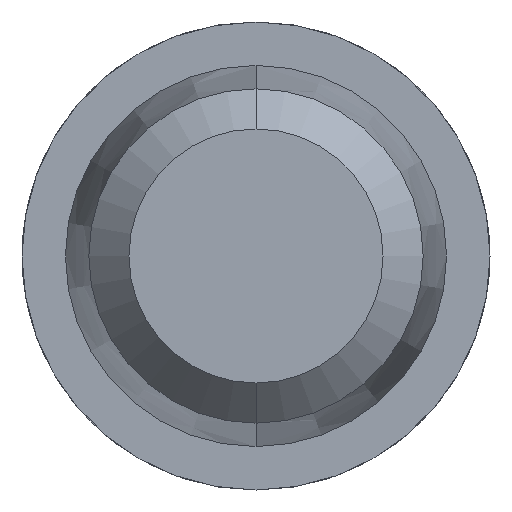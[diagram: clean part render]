
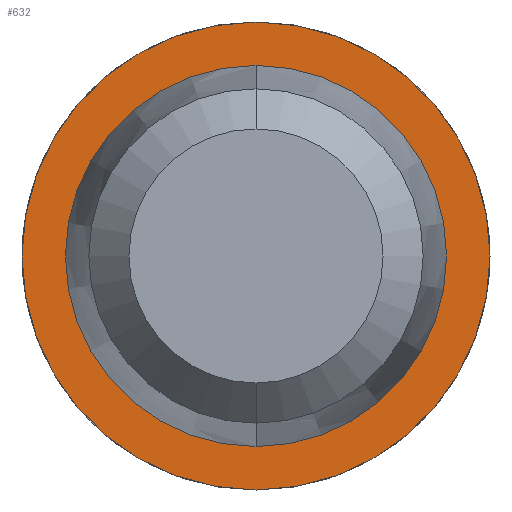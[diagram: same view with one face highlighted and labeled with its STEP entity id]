
A CAD part, front view. The second image highlights one B-rep face of the part: STEP entity #632.
In plain terms, the highlighted planar face has unit normal (0, -1, 0).
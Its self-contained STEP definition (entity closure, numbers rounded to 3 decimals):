
#71 = DIRECTION ( 'NONE',  ( 0., -1., 0. ) ) ;
#105 = DIRECTION ( 'NONE',  ( 0., 0., -1. ) ) ;
#246 = CARTESIAN_POINT ( 'NONE',  ( 0., 26., 0. ) ) ;
#482 = CIRCLE ( 'NONE', #4138, 0.57 ) ;
#626 = CARTESIAN_POINT ( 'NONE',  ( 0., 26., -0.57 ) ) ;
#632 = ADVANCED_FACE ( 'Defeature ausgef�hrt2_45', ( #4544, #2640 ), #1461, .T. ) ;
#665 = DIRECTION ( 'NONE',  ( 0., 0., -1. ) ) ;
#936 = EDGE_CURVE ( 'Defeature ausgef�hrt2_44+Defeature ausgef�hrt2_45+Defeature ausgef�hrt2_45+Defeature ausgef�hrt2_45', #1003, #1001, #482, .T. ) ;
#1001 = VERTEX_POINT ( 'NONE', #4591 ) ;
#1003 = VERTEX_POINT ( 'NONE', #626 ) ;
#1010 = DIRECTION ( 'NONE',  ( 0., 0., -1. ) ) ;
#1146 = DIRECTION ( 'NONE',  ( 0., -1., 0. ) ) ;
#1293 = EDGE_LOOP ( 'NONE', ( #3630, #4213 ) ) ;
#1334 = CARTESIAN_POINT ( 'NONE',  ( 0., 26., -0.7 ) ) ;
#1461 = PLANE ( 'NONE',  #5134 ) ;
#1501 = AXIS2_PLACEMENT_3D ( 'NONE', #2374, #3210, #1010 ) ;
#1507 = VERTEX_POINT ( 'NONE', #4352 ) ;
#1633 = ORIENTED_EDGE ( 'NONE', *, *, #2165, .F. ) ;
#1823 = CARTESIAN_POINT ( 'NONE',  ( 0., 26., 0. ) ) ;
#2040 = DIRECTION ( 'NONE',  ( 0., -1., 0. ) ) ;
#2165 = EDGE_CURVE ( 'Defeature ausgef�hrt2_44+Defeature ausgef�hrt2_45+Defeature ausgef�hrt2_45+Defeature ausgef�hrt2_45', #1001, #1003, #3849, .T. ) ;
#2326 = EDGE_LOOP ( 'NONE', ( #1633, #2748 ) ) ;
#2374 = CARTESIAN_POINT ( 'NONE',  ( 0., 26., 0. ) ) ;
#2640 = FACE_BOUND ( 'NONE', #2326, .T. ) ;
#2748 = ORIENTED_EDGE ( 'NONE', *, *, #936, .F. ) ;
#3157 = DIRECTION ( 'NONE',  ( 0., 0., -1. ) ) ;
#3210 = DIRECTION ( 'NONE',  ( 0., -1., 0. ) ) ;
#3245 = AXIS2_PLACEMENT_3D ( 'NONE', #246, #2040, #3778 ) ;
#3630 = ORIENTED_EDGE ( 'NONE', *, *, #4209, .T. ) ;
#3642 = DIRECTION ( 'NONE',  ( 0., -1., 0. ) ) ;
#3744 = CARTESIAN_POINT ( 'NONE',  ( 0., 26., 0. ) ) ;
#3778 = DIRECTION ( 'NONE',  ( 0., 0., -1. ) ) ;
#3849 = CIRCLE ( 'NONE', #1501, 0.57 ) ;
#4138 = AXIS2_PLACEMENT_3D ( 'NONE', #1823, #71, #105 ) ;
#4209 = EDGE_CURVE ( 'Defeature ausgef�hrt2_45+Defeature ausgef�hrt2_46+Defeature ausgef�hrt2_46+Defeature ausgef�hrt2_46', #4418, #1507, #4265, .T. ) ;
#4213 = ORIENTED_EDGE ( 'NONE', *, *, #4998, .T. ) ;
#4256 = CIRCLE ( 'NONE', #5272, 0.7 ) ;
#4265 = CIRCLE ( 'NONE', #3245, 0.7 ) ;
#4352 = CARTESIAN_POINT ( 'NONE',  ( 0., 26., 0.7 ) ) ;
#4418 = VERTEX_POINT ( 'NONE', #1334 ) ;
#4511 = CARTESIAN_POINT ( 'NONE',  ( 0.57, 26., 0. ) ) ;
#4544 = FACE_OUTER_BOUND ( 'NONE', #1293, .T. ) ;
#4591 = CARTESIAN_POINT ( 'NONE',  ( 0., 26., 0.57 ) ) ;
#4998 = EDGE_CURVE ( 'Defeature ausgef�hrt2_45+Defeature ausgef�hrt2_46+Defeature ausgef�hrt2_46+Defeature ausgef�hrt2_46', #1507, #4418, #4256, .T. ) ;
#5134 = AXIS2_PLACEMENT_3D ( 'NONE', #4511, #3642, #3157 ) ;
#5272 = AXIS2_PLACEMENT_3D ( 'NONE', #3744, #1146, #665 ) ;
